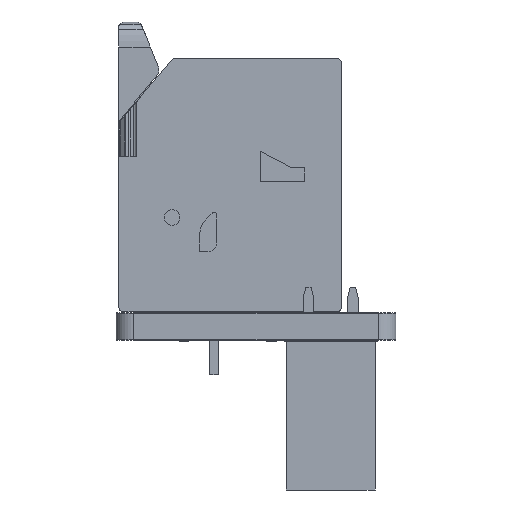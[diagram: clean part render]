
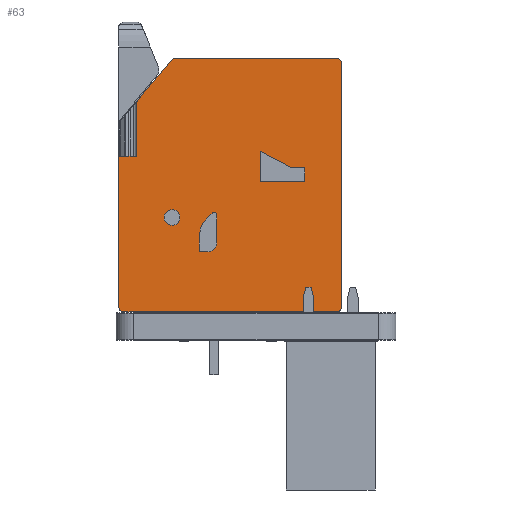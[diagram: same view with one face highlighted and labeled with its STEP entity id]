
A CAD part, left-side view. The second image highlights one B-rep face of the part: STEP entity #63.
In plain terms, the highlighted face is planar.
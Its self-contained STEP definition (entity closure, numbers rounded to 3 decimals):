
#63 = ADVANCED_FACE('',(#64,#75,#201,#243),#304,.T.);
#64 = FACE_BOUND('',#65,.T.);
#65 = EDGE_LOOP('',(#66));
#66 = ORIENTED_EDGE('',*,*,#67,.F.);
#67 = EDGE_CURVE('',#68,#68,#70,.T.);
#68 = VERTEX_POINT('',#69);
#69 = CARTESIAN_POINT('',(-6.95,5.4,14.));
#70 = CIRCLE('',#71,0.45);
#71 = AXIS2_PLACEMENT_3D('',#72,#73,#74);
#72 = CARTESIAN_POINT('',(-7.4,5.4,14.));
#73 = DIRECTION('',(0.,0.,1.));
#74 = DIRECTION('',(1.,0.,-0.));
#75 = FACE_BOUND('',#76,.T.);
#76 = EDGE_LOOP('',(#77,#87,#95,#103,#111,#119,#127,#135,#144,#152,#161,
    #169,#178,#186,#195));
#77 = ORIENTED_EDGE('',*,*,#78,.F.);
#78 = EDGE_CURVE('',#79,#81,#83,.T.);
#79 = VERTEX_POINT('',#80);
#80 = CARTESIAN_POINT('',(-9.45,8.9,14.));
#81 = VERTEX_POINT('',#82);
#82 = CARTESIAN_POINT('',(-9.45,11.997,14.));
#83 = LINE('',#84,#85);
#84 = CARTESIAN_POINT('',(-9.45,0.3,14.));
#85 = VECTOR('',#86,1.);
#86 = DIRECTION('',(0.,1.,0.));
#87 = ORIENTED_EDGE('',*,*,#88,.T.);
#88 = EDGE_CURVE('',#79,#89,#91,.T.);
#89 = VERTEX_POINT('',#90);
#90 = CARTESIAN_POINT('',(-10.043,8.9,14.));
#91 = LINE('',#92,#93);
#92 = CARTESIAN_POINT('',(-10.15,8.9,14.));
#93 = VECTOR('',#94,1.);
#94 = DIRECTION('',(-1.,0.,0.));
#95 = ORIENTED_EDGE('',*,*,#96,.T.);
#96 = EDGE_CURVE('',#89,#97,#99,.T.);
#97 = VERTEX_POINT('',#98);
#98 = CARTESIAN_POINT('',(-10.043,11.291,14.));
#99 = LINE('',#100,#101);
#100 = CARTESIAN_POINT('',(-10.043,8.9,14.));
#101 = VECTOR('',#102,1.);
#102 = DIRECTION('',(0.,1.,0.));
#103 = ORIENTED_EDGE('',*,*,#104,.T.);
#104 = EDGE_CURVE('',#97,#105,#107,.T.);
#105 = VERTEX_POINT('',#106);
#106 = CARTESIAN_POINT('',(-10.046,11.287,14.));
#107 = LINE('',#108,#109);
#108 = CARTESIAN_POINT('',(-7.44,14.393,14.));
#109 = VECTOR('',#110,1.);
#110 = DIRECTION('',(-0.643,-0.766,0.));
#111 = ORIENTED_EDGE('',*,*,#112,.F.);
#112 = EDGE_CURVE('',#113,#105,#115,.T.);
#113 = VERTEX_POINT('',#114);
#114 = CARTESIAN_POINT('',(-10.046,8.9,14.));
#115 = LINE('',#116,#117);
#116 = CARTESIAN_POINT('',(-10.046,8.9,14.));
#117 = VECTOR('',#118,1.);
#118 = DIRECTION('',(0.,1.,0.));
#119 = ORIENTED_EDGE('',*,*,#120,.T.);
#120 = EDGE_CURVE('',#113,#121,#123,.T.);
#121 = VERTEX_POINT('',#122);
#122 = CARTESIAN_POINT('',(-10.45,8.9,14.));
#123 = LINE('',#124,#125);
#124 = CARTESIAN_POINT('',(-10.15,8.9,14.));
#125 = VECTOR('',#126,1.);
#126 = DIRECTION('',(-1.,0.,0.));
#127 = ORIENTED_EDGE('',*,*,#128,.T.);
#128 = EDGE_CURVE('',#121,#129,#131,.T.);
#129 = VERTEX_POINT('',#130);
#130 = CARTESIAN_POINT('',(-10.45,0.3,14.));
#131 = LINE('',#132,#133);
#132 = CARTESIAN_POINT('',(-10.45,10.806,14.));
#133 = VECTOR('',#134,1.);
#134 = DIRECTION('',(0.,-1.,0.));
#135 = ORIENTED_EDGE('',*,*,#136,.T.);
#136 = EDGE_CURVE('',#129,#137,#139,.T.);
#137 = VERTEX_POINT('',#138);
#138 = CARTESIAN_POINT('',(-10.15,0.,14.));
#139 = CIRCLE('',#140,0.3);
#140 = AXIS2_PLACEMENT_3D('',#141,#142,#143);
#141 = CARTESIAN_POINT('',(-10.15,0.3,14.));
#142 = DIRECTION('',(0.,0.,1.));
#143 = DIRECTION('',(1.,0.,-0.));
#144 = ORIENTED_EDGE('',*,*,#145,.T.);
#145 = EDGE_CURVE('',#137,#146,#148,.T.);
#146 = VERTEX_POINT('',#147);
#147 = CARTESIAN_POINT('',(2.,0.,14.));
#148 = LINE('',#149,#150);
#149 = CARTESIAN_POINT('',(-10.15,0.,14.));
#150 = VECTOR('',#151,1.);
#151 = DIRECTION('',(1.,0.,0.));
#152 = ORIENTED_EDGE('',*,*,#153,.T.);
#153 = EDGE_CURVE('',#146,#154,#156,.T.);
#154 = VERTEX_POINT('',#155);
#155 = CARTESIAN_POINT('',(2.3,0.3,14.));
#156 = CIRCLE('',#157,0.3);
#157 = AXIS2_PLACEMENT_3D('',#158,#159,#160);
#158 = CARTESIAN_POINT('',(2.,0.3,14.));
#159 = DIRECTION('',(0.,0.,1.));
#160 = DIRECTION('',(1.,0.,-0.));
#161 = ORIENTED_EDGE('',*,*,#162,.T.);
#162 = EDGE_CURVE('',#154,#163,#165,.T.);
#163 = VERTEX_POINT('',#164);
#164 = CARTESIAN_POINT('',(2.3,14.2,14.));
#165 = LINE('',#166,#167);
#166 = CARTESIAN_POINT('',(2.3,0.3,14.));
#167 = VECTOR('',#168,1.);
#168 = DIRECTION('',(0.,1.,0.));
#169 = ORIENTED_EDGE('',*,*,#170,.T.);
#170 = EDGE_CURVE('',#163,#171,#173,.T.);
#171 = VERTEX_POINT('',#172);
#172 = CARTESIAN_POINT('',(2.,14.5,14.));
#173 = CIRCLE('',#174,0.3);
#174 = AXIS2_PLACEMENT_3D('',#175,#176,#177);
#175 = CARTESIAN_POINT('',(2.,14.2,14.));
#176 = DIRECTION('',(0.,0.,1.));
#177 = DIRECTION('',(1.,0.,-0.));
#178 = ORIENTED_EDGE('',*,*,#179,.T.);
#179 = EDGE_CURVE('',#171,#180,#182,.T.);
#180 = VERTEX_POINT('',#181);
#181 = CARTESIAN_POINT('',(-7.21,14.5,14.));
#182 = LINE('',#183,#184);
#183 = CARTESIAN_POINT('',(2.,14.5,14.));
#184 = VECTOR('',#185,1.);
#185 = DIRECTION('',(-1.,0.,0.));
#186 = ORIENTED_EDGE('',*,*,#187,.T.);
#187 = EDGE_CURVE('',#180,#188,#190,.T.);
#188 = VERTEX_POINT('',#189);
#189 = CARTESIAN_POINT('',(-7.44,14.393,14.));
#190 = CIRCLE('',#191,0.3);
#191 = AXIS2_PLACEMENT_3D('',#192,#193,#194);
#192 = CARTESIAN_POINT('',(-7.21,14.2,14.));
#193 = DIRECTION('',(0.,0.,1.));
#194 = DIRECTION('',(1.,0.,-0.));
#195 = ORIENTED_EDGE('',*,*,#196,.T.);
#196 = EDGE_CURVE('',#188,#81,#197,.T.);
#197 = LINE('',#198,#199);
#198 = CARTESIAN_POINT('',(-7.44,14.393,14.));
#199 = VECTOR('',#200,1.);
#200 = DIRECTION('',(-0.643,-0.766,0.));
#201 = FACE_BOUND('',#202,.T.);
#202 = EDGE_LOOP('',(#203,#213,#221,#229,#237));
#203 = ORIENTED_EDGE('',*,*,#204,.F.);
#204 = EDGE_CURVE('',#205,#207,#209,.T.);
#205 = VERTEX_POINT('',#206);
#206 = CARTESIAN_POINT('',(-2.35,9.184,14.));
#207 = VERTEX_POINT('',#208);
#208 = CARTESIAN_POINT('',(-2.35,7.45,14.));
#209 = LINE('',#210,#211);
#210 = CARTESIAN_POINT('',(-2.35,9.184,14.));
#211 = VECTOR('',#212,1.);
#212 = DIRECTION('',(0.,-1.,0.));
#213 = ORIENTED_EDGE('',*,*,#214,.F.);
#214 = EDGE_CURVE('',#215,#205,#217,.T.);
#215 = VERTEX_POINT('',#216);
#216 = CARTESIAN_POINT('',(-0.55,8.25,14.));
#217 = LINE('',#218,#219);
#218 = CARTESIAN_POINT('',(-0.55,8.25,14.));
#219 = VECTOR('',#220,1.);
#220 = DIRECTION('',(-0.888,0.461,0.));
#221 = ORIENTED_EDGE('',*,*,#222,.F.);
#222 = EDGE_CURVE('',#223,#215,#225,.T.);
#223 = VERTEX_POINT('',#224);
#224 = CARTESIAN_POINT('',(0.2,8.25,14.));
#225 = LINE('',#226,#227);
#226 = CARTESIAN_POINT('',(0.2,8.25,14.));
#227 = VECTOR('',#228,1.);
#228 = DIRECTION('',(-1.,0.,0.));
#229 = ORIENTED_EDGE('',*,*,#230,.F.);
#230 = EDGE_CURVE('',#231,#223,#233,.T.);
#231 = VERTEX_POINT('',#232);
#232 = CARTESIAN_POINT('',(0.2,7.45,14.));
#233 = LINE('',#234,#235);
#234 = CARTESIAN_POINT('',(0.2,7.45,14.));
#235 = VECTOR('',#236,1.);
#236 = DIRECTION('',(0.,1.,0.));
#237 = ORIENTED_EDGE('',*,*,#238,.F.);
#238 = EDGE_CURVE('',#207,#231,#239,.T.);
#239 = LINE('',#240,#241);
#240 = CARTESIAN_POINT('',(-2.35,7.45,14.));
#241 = VECTOR('',#242,1.);
#242 = DIRECTION('',(1.,0.,0.));
#243 = FACE_BOUND('',#244,.T.);
#244 = EDGE_LOOP('',(#245,#255,#264,#272,#281,#289,#298));
#245 = ORIENTED_EDGE('',*,*,#246,.F.);
#246 = EDGE_CURVE('',#247,#249,#251,.T.);
#247 = VERTEX_POINT('',#248);
#248 = CARTESIAN_POINT('',(-5.85,4.249,14.));
#249 = VERTEX_POINT('',#250);
#250 = CARTESIAN_POINT('',(-5.85,3.45,14.));
#251 = LINE('',#252,#253);
#252 = CARTESIAN_POINT('',(-5.85,4.249,14.));
#253 = VECTOR('',#254,1.);
#254 = DIRECTION('',(0.,-1.,0.));
#255 = ORIENTED_EDGE('',*,*,#256,.F.);
#256 = EDGE_CURVE('',#257,#247,#259,.T.);
#257 = VERTEX_POINT('',#258);
#258 = CARTESIAN_POINT('',(-5.381,5.381,14.));
#259 = CIRCLE('',#260,1.6);
#260 = AXIS2_PLACEMENT_3D('',#261,#262,#263);
#261 = CARTESIAN_POINT('',(-4.25,4.249,14.));
#262 = DIRECTION('',(0.,0.,1.));
#263 = DIRECTION('',(1.,0.,-0.));
#264 = ORIENTED_EDGE('',*,*,#265,.F.);
#265 = EDGE_CURVE('',#266,#257,#268,.T.);
#266 = VERTEX_POINT('',#267);
#267 = CARTESIAN_POINT('',(-5.106,5.656,14.));
#268 = LINE('',#269,#270);
#269 = CARTESIAN_POINT('',(-5.106,5.656,14.));
#270 = VECTOR('',#271,1.);
#271 = DIRECTION('',(-0.707,-0.707,0.));
#272 = ORIENTED_EDGE('',*,*,#273,.F.);
#273 = EDGE_CURVE('',#274,#266,#276,.T.);
#274 = VERTEX_POINT('',#275);
#275 = CARTESIAN_POINT('',(-4.85,5.55,14.));
#276 = CIRCLE('',#277,0.15);
#277 = AXIS2_PLACEMENT_3D('',#278,#279,#280);
#278 = CARTESIAN_POINT('',(-5.,5.55,14.));
#279 = DIRECTION('',(0.,0.,1.));
#280 = DIRECTION('',(1.,0.,-0.));
#281 = ORIENTED_EDGE('',*,*,#282,.F.);
#282 = EDGE_CURVE('',#283,#274,#285,.T.);
#283 = VERTEX_POINT('',#284);
#284 = CARTESIAN_POINT('',(-4.85,3.95,14.));
#285 = LINE('',#286,#287);
#286 = CARTESIAN_POINT('',(-4.85,3.95,14.));
#287 = VECTOR('',#288,1.);
#288 = DIRECTION('',(0.,1.,0.));
#289 = ORIENTED_EDGE('',*,*,#290,.F.);
#290 = EDGE_CURVE('',#291,#283,#293,.T.);
#291 = VERTEX_POINT('',#292);
#292 = CARTESIAN_POINT('',(-5.35,3.45,14.));
#293 = CIRCLE('',#294,0.5);
#294 = AXIS2_PLACEMENT_3D('',#295,#296,#297);
#295 = CARTESIAN_POINT('',(-5.35,3.95,14.));
#296 = DIRECTION('',(0.,0.,1.));
#297 = DIRECTION('',(1.,0.,-0.));
#298 = ORIENTED_EDGE('',*,*,#299,.F.);
#299 = EDGE_CURVE('',#249,#291,#300,.T.);
#300 = LINE('',#301,#302);
#301 = CARTESIAN_POINT('',(-5.85,3.45,14.));
#302 = VECTOR('',#303,1.);
#303 = DIRECTION('',(1.,0.,0.));
#304 = PLANE('',#305);
#305 = AXIS2_PLACEMENT_3D('',#306,#307,#308);
#306 = CARTESIAN_POINT('',(-10.15,0.3,14.));
#307 = DIRECTION('',(0.,0.,1.));
#308 = DIRECTION('',(1.,0.,-0.));
